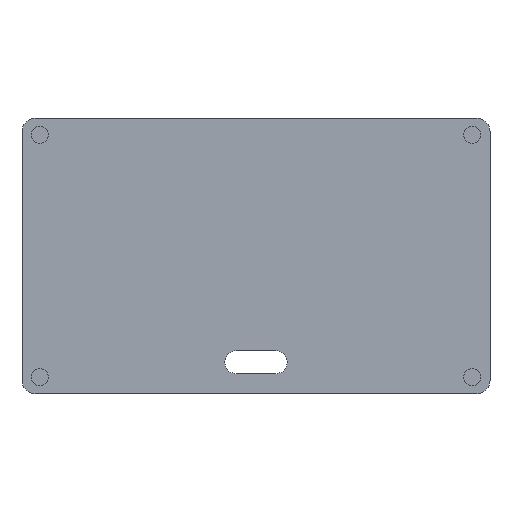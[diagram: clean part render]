
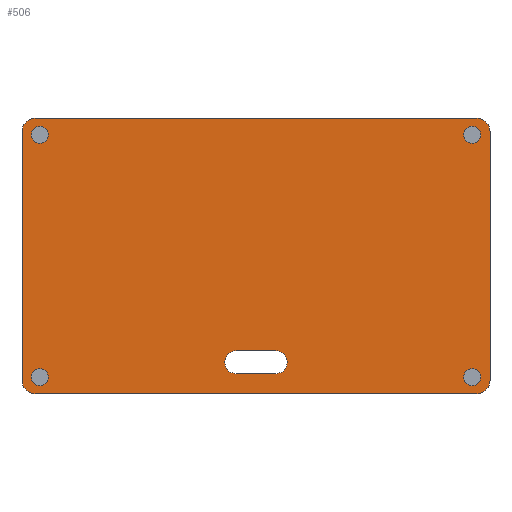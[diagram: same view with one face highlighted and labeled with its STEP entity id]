
A CAD part, top view. The second image highlights one B-rep face of the part: STEP entity #506.
In plain terms, the highlighted planar face has unit normal (0, 0, 1).
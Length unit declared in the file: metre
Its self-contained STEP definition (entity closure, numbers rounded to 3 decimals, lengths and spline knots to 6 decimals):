
#32=LINE('',#811,#68);
#33=LINE('',#816,#69);
#34=LINE('',#820,#70);
#35=LINE('',#824,#71);
#36=LINE('',#827,#72);
#37=LINE('',#832,#73);
#38=LINE('',#836,#74);
#39=LINE('',#840,#75);
#68=VECTOR('',#635,1.);
#69=VECTOR('',#638,1.);
#70=VECTOR('',#641,1.);
#71=VECTOR('',#644,1.);
#72=VECTOR('',#647,1.);
#73=VECTOR('',#650,1.);
#74=VECTOR('',#653,1.);
#75=VECTOR('',#656,1.);
#104=ORIENTED_EDGE('',*,*,#248,.F.);
#105=ORIENTED_EDGE('',*,*,#249,.F.);
#106=ORIENTED_EDGE('',*,*,#250,.F.);
#107=ORIENTED_EDGE('',*,*,#251,.F.);
#108=ORIENTED_EDGE('',*,*,#252,.F.);
#109=ORIENTED_EDGE('',*,*,#253,.T.);
#110=ORIENTED_EDGE('',*,*,#254,.T.);
#111=ORIENTED_EDGE('',*,*,#255,.T.);
#112=ORIENTED_EDGE('',*,*,#256,.T.);
#113=ORIENTED_EDGE('',*,*,#257,.T.);
#114=ORIENTED_EDGE('',*,*,#258,.F.);
#115=ORIENTED_EDGE('',*,*,#259,.T.);
#116=ORIENTED_EDGE('',*,*,#260,.F.);
#117=ORIENTED_EDGE('',*,*,#261,.T.);
#118=ORIENTED_EDGE('',*,*,#262,.T.);
#119=ORIENTED_EDGE('',*,*,#263,.T.);
#120=ORIENTED_EDGE('',*,*,#264,.T.);
#121=ORIENTED_EDGE('',*,*,#265,.T.);
#122=ORIENTED_EDGE('',*,*,#266,.F.);
#123=ORIENTED_EDGE('',*,*,#267,.T.);
#248=EDGE_CURVE('',#320,#320,#368,.T.);
#249=EDGE_CURVE('',#321,#321,#369,.T.);
#250=EDGE_CURVE('',#322,#322,#370,.T.);
#251=EDGE_CURVE('',#323,#323,#371,.T.);
#252=EDGE_CURVE('',#324,#325,#32,.T.);
#253=EDGE_CURVE('',#324,#326,#372,.T.);
#254=EDGE_CURVE('',#326,#327,#33,.T.);
#255=EDGE_CURVE('',#327,#328,#373,.T.);
#256=EDGE_CURVE('',#328,#329,#34,.T.);
#257=EDGE_CURVE('',#329,#330,#374,.T.);
#258=EDGE_CURVE('',#331,#330,#35,.T.);
#259=EDGE_CURVE('',#331,#325,#375,.T.);
#260=EDGE_CURVE('',#332,#333,#36,.T.);
#261=EDGE_CURVE('',#332,#334,#376,.F.);
#262=EDGE_CURVE('',#334,#335,#37,.T.);
#263=EDGE_CURVE('',#335,#336,#377,.F.);
#264=EDGE_CURVE('',#336,#337,#38,.T.);
#265=EDGE_CURVE('',#337,#338,#378,.F.);
#266=EDGE_CURVE('',#339,#338,#39,.T.);
#267=EDGE_CURVE('',#339,#333,#379,.F.);
#320=VERTEX_POINT('',#804);
#321=VERTEX_POINT('',#806);
#322=VERTEX_POINT('',#808);
#323=VERTEX_POINT('',#810);
#324=VERTEX_POINT('',#812);
#325=VERTEX_POINT('',#813);
#326=VERTEX_POINT('',#815);
#327=VERTEX_POINT('',#817);
#328=VERTEX_POINT('',#819);
#329=VERTEX_POINT('',#821);
#330=VERTEX_POINT('',#823);
#331=VERTEX_POINT('',#825);
#332=VERTEX_POINT('',#828);
#333=VERTEX_POINT('',#829);
#334=VERTEX_POINT('',#831);
#335=VERTEX_POINT('',#833);
#336=VERTEX_POINT('',#835);
#337=VERTEX_POINT('',#837);
#338=VERTEX_POINT('',#839);
#339=VERTEX_POINT('',#841);
#368=CIRCLE('',#554,0.0013);
#369=CIRCLE('',#555,0.0013);
#370=CIRCLE('',#556,0.0013);
#371=CIRCLE('',#557,0.0013);
#372=CIRCLE('',#558,0.002);
#373=CIRCLE('',#559,0.002);
#374=CIRCLE('',#560,0.002);
#375=CIRCLE('',#561,0.002);
#376=CIRCLE('',#562,0.0017);
#377=CIRCLE('',#563,0.0017);
#378=CIRCLE('',#564,0.0017);
#379=CIRCLE('',#565,0.0017);
#404=EDGE_LOOP('',(#104));
#405=EDGE_LOOP('',(#105));
#406=EDGE_LOOP('',(#106));
#407=EDGE_LOOP('',(#107));
#408=EDGE_LOOP('',(#108,#109,#110,#111,#112,#113,#114,#115));
#409=EDGE_LOOP('',(#116,#117,#118,#119,#120,#121,#122,#123));
#448=FACE_BOUND('',#404,.T.);
#449=FACE_BOUND('',#405,.T.);
#450=FACE_BOUND('',#406,.T.);
#451=FACE_BOUND('',#407,.T.);
#452=FACE_BOUND('',#408,.T.);
#453=FACE_BOUND('',#409,.T.);
#492=PLANE('',#553);
#506=ADVANCED_FACE('',(#448,#449,#450,#451,#452,#453),#492,.T.);
#553=AXIS2_PLACEMENT_3D('',#802,#625,#626);
#554=AXIS2_PLACEMENT_3D('',#803,#627,#628);
#555=AXIS2_PLACEMENT_3D('',#805,#629,#630);
#556=AXIS2_PLACEMENT_3D('',#807,#631,#632);
#557=AXIS2_PLACEMENT_3D('',#809,#633,#634);
#558=AXIS2_PLACEMENT_3D('',#814,#636,#637);
#559=AXIS2_PLACEMENT_3D('',#818,#639,#640);
#560=AXIS2_PLACEMENT_3D('',#822,#642,#643);
#561=AXIS2_PLACEMENT_3D('',#826,#645,#646);
#562=AXIS2_PLACEMENT_3D('',#830,#648,#649);
#563=AXIS2_PLACEMENT_3D('',#834,#651,#652);
#564=AXIS2_PLACEMENT_3D('',#838,#654,#655);
#565=AXIS2_PLACEMENT_3D('',#842,#657,#658);
#625=DIRECTION('',(0.,0.,1.));
#626=DIRECTION('',(1.,0.,0.));
#627=DIRECTION('',(0.,0.,1.));
#628=DIRECTION('',(1.,0.,0.));
#629=DIRECTION('',(0.,0.,1.));
#630=DIRECTION('',(1.,0.,0.));
#631=DIRECTION('',(0.,0.,1.));
#632=DIRECTION('',(1.,0.,0.));
#633=DIRECTION('',(0.,0.,1.));
#634=DIRECTION('',(1.,0.,0.));
#635=DIRECTION('',(0.,-1.,0.));
#636=DIRECTION('',(0.,0.,1.));
#637=DIRECTION('',(1.,0.,0.));
#638=DIRECTION('',(-1.,0.,0.));
#639=DIRECTION('',(0.,0.,1.));
#640=DIRECTION('',(1.,0.,0.));
#641=DIRECTION('',(0.,-1.,0.));
#642=DIRECTION('',(0.,0.,1.));
#643=DIRECTION('',(1.,0.,0.));
#644=DIRECTION('',(-1.,0.,0.));
#645=DIRECTION('',(0.,0.,1.));
#646=DIRECTION('',(1.,0.,0.));
#647=DIRECTION('',(0.,-1.,0.));
#648=DIRECTION('',(0.,0.,1.));
#649=DIRECTION('',(1.,0.,0.));
#650=DIRECTION('',(1.,0.,0.));
#651=DIRECTION('',(0.,0.,1.));
#652=DIRECTION('',(1.,0.,0.));
#653=DIRECTION('',(0.,-1.,0.));
#654=DIRECTION('',(0.,0.,1.));
#655=DIRECTION('',(1.,0.,0.));
#656=DIRECTION('',(1.,0.,0.));
#657=DIRECTION('',(0.,0.,1.));
#658=DIRECTION('',(1.,0.,0.));
#802=CARTESIAN_POINT('',(0.,0.,0.002));
#803=CARTESIAN_POINT('',(-0.033,-0.0185,0.002));
#804=CARTESIAN_POINT('',(-0.0317,-0.0185,0.002));
#805=CARTESIAN_POINT('',(0.033,-0.0185,0.002));
#806=CARTESIAN_POINT('',(0.0343,-0.0185,0.002));
#807=CARTESIAN_POINT('',(0.033,0.0185,0.002));
#808=CARTESIAN_POINT('',(0.0343,0.0185,0.002));
#809=CARTESIAN_POINT('',(-0.033,0.0185,0.002));
#810=CARTESIAN_POINT('',(-0.0317,0.0185,0.002));
#811=CARTESIAN_POINT('',(0.0357,0.,0.002));
#812=CARTESIAN_POINT('',(0.0357,0.019,0.002));
#813=CARTESIAN_POINT('',(0.0357,-0.019,0.002));
#814=CARTESIAN_POINT('',(0.0337,0.019,0.002));
#815=CARTESIAN_POINT('',(0.0337,0.021,0.002));
#816=CARTESIAN_POINT('',(0.,0.021,0.002));
#817=CARTESIAN_POINT('',(-0.0337,0.021,0.002));
#818=CARTESIAN_POINT('',(-0.0337,0.019,0.002));
#819=CARTESIAN_POINT('',(-0.0357,0.019,0.002));
#820=CARTESIAN_POINT('',(-0.0357,0.,0.002));
#821=CARTESIAN_POINT('',(-0.0357,-0.019,0.002));
#822=CARTESIAN_POINT('',(-0.0337,-0.019,0.002));
#823=CARTESIAN_POINT('',(-0.0337,-0.021,0.002));
#824=CARTESIAN_POINT('',(0.,-0.021,0.002));
#825=CARTESIAN_POINT('',(0.0337,-0.021,0.002));
#826=CARTESIAN_POINT('',(0.0337,-0.019,0.002));
#827=CARTESIAN_POINT('',(-0.00475,-0.0162,0.002));
#828=CARTESIAN_POINT('',(-0.00475,-0.01615,0.002));
#829=CARTESIAN_POINT('',(-0.00475,-0.01625,0.002));
#830=CARTESIAN_POINT('',(-0.00305,-0.01615,0.002));
#831=CARTESIAN_POINT('',(-0.00305,-0.01445,0.002));
#832=CARTESIAN_POINT('',(0.,-0.01445,0.002));
#833=CARTESIAN_POINT('',(0.00305,-0.01445,0.002));
#834=CARTESIAN_POINT('',(0.00305,-0.01615,0.002));
#835=CARTESIAN_POINT('',(0.00475,-0.01615,0.002));
#836=CARTESIAN_POINT('',(0.00475,-0.0162,0.002));
#837=CARTESIAN_POINT('',(0.00475,-0.01625,0.002));
#838=CARTESIAN_POINT('',(0.00305,-0.01625,0.002));
#839=CARTESIAN_POINT('',(0.00305,-0.01795,0.002));
#840=CARTESIAN_POINT('',(0.,-0.01795,0.002));
#841=CARTESIAN_POINT('',(-0.00305,-0.01795,0.002));
#842=CARTESIAN_POINT('',(-0.00305,-0.01625,0.002));
